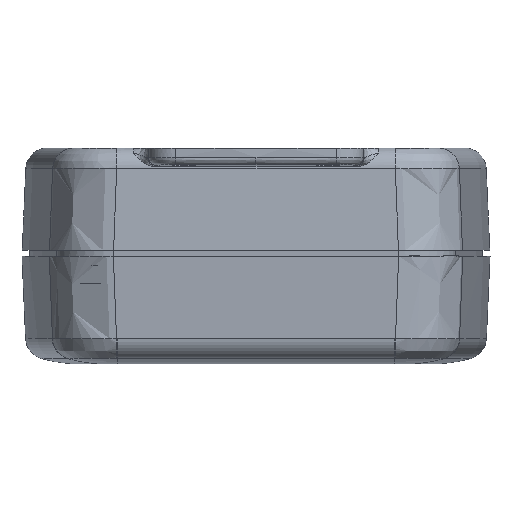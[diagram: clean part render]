
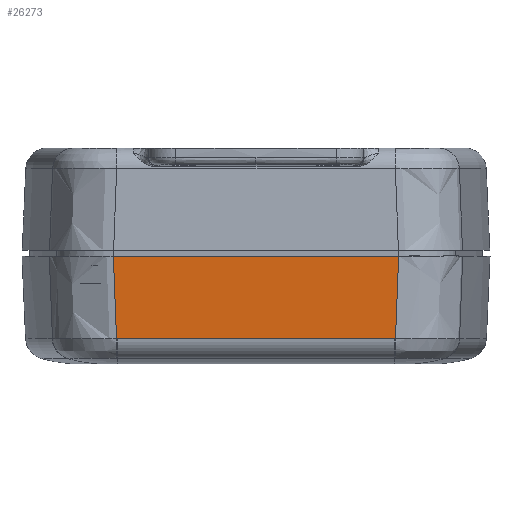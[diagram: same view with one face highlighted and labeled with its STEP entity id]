
A CAD part, left-side view. The second image highlights one B-rep face of the part: STEP entity #26273.
In plain terms, the highlighted face is planar.
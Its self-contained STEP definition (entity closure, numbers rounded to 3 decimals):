
#31 = CARTESIAN_POINT ( 'NONE',  ( 59.623, -19.483, -6.363 ) ) ;
#236 = DIRECTION ( 'NONE',  ( 0., 1., 0. ) ) ;
#1760 = CARTESIAN_POINT ( 'NONE',  ( 59.499, 27.5, -3.519 ) ) ;
#1764 = VERTEX_POINT ( 'NONE', #7110 ) ;
#2607 = EDGE_CURVE ( 'NONE', #1764, #21617, #14205, .T. ) ;
#2731 = CARTESIAN_POINT ( 'NONE',  ( 59.79, 19.627, -10.19 ) ) ;
#2862 = CARTESIAN_POINT ( 'NONE',  ( 59.499, 19.375, -3.52 ) ) ;
#3067 = B_SPLINE_CURVE_WITH_KNOTS ( 'NONE', 3,
 ( #30822, #6552, #36940, #10554 ),
 .UNSPECIFIED., .F., .F.,
 ( 4, 4 ),
 ( 0., 0. ),
 .UNSPECIFIED. ) ;
#4879 = ORIENTED_EDGE ( 'NONE', *, *, #21619, .T. ) ;
#5011 = CARTESIAN_POINT ( 'NONE',  ( 59.499, -19.242, -3.519 ) ) ;
#5661 = CARTESIAN_POINT ( 'NONE',  ( 59.561, -19.429, -4.941 ) ) ;
#5850 = LINE ( 'NONE', #1760, #26719 ) ;
#6552 = CARTESIAN_POINT ( 'NONE',  ( 59.499, 19.331, -3.519 ) ) ;
#6593 = CARTESIAN_POINT ( 'NONE',  ( 60., 19.809, -15. ) ) ;
#6795 = EDGE_CURVE ( 'NONE', #15163, #19210, #26356, .T. ) ;
#7110 = CARTESIAN_POINT ( 'NONE',  ( 59.499, -19.242, -3.519 ) ) ;
#7669 = DIRECTION ( 'NONE',  ( 0., -1., 0. ) ) ;
#8597 = AXIS2_PLACEMENT_3D ( 'NONE', #29080, #23371, #23246 ) ;
#9048 = ORIENTED_EDGE ( 'NONE', *, *, #20442, .T. ) ;
#9596 = CARTESIAN_POINT ( 'NONE',  ( 60., 27.5, -15. ) ) ;
#10027 = CARTESIAN_POINT ( 'NONE',  ( 59.499, -19.375, -3.52 ) ) ;
#10554 = CARTESIAN_POINT ( 'NONE',  ( 59.499, 19.242, -3.519 ) ) ;
#12005 = CARTESIAN_POINT ( 'NONE',  ( 59.499, -19.375, -3.52 ) ) ;
#14205 = B_SPLINE_CURVE_WITH_KNOTS ( 'NONE', 3,
 ( #5011, #34646, #35035, #25788 ),
 .UNSPECIFIED., .F., .F.,
 ( 4, 4 ),
 ( 0., 0. ),
 .UNSPECIFIED. ) ;
#14329 = CARTESIAN_POINT ( 'NONE',  ( 59.685, 19.537, -7.784 ) ) ;
#14459 = CARTESIAN_POINT ( 'NONE',  ( 59.623, 19.483, -6.363 ) ) ;
#15163 = VERTEX_POINT ( 'NONE', #6593 ) ;
#15889 = EDGE_CURVE ( 'NONE', #16096, #1764, #5850, .T. ) ;
#16096 = VERTEX_POINT ( 'NONE', #29951 ) ;
#16751 = B_SPLINE_CURVE_WITH_KNOTS ( 'NONE', 3,
 ( #12005, #5661, #31, #32422, #38292, #23817, #38535 ),
 .UNSPECIFIED., .F., .F.,
 ( 4, 3, 4 ),
 ( 0.004, 0.008, 0.015 ),
 .UNSPECIFIED. ) ;
#17101 = EDGE_LOOP ( 'NONE', ( #38539, #31171, #9048, #23509, #23025, #4879 ) ) ;
#19024 = FACE_OUTER_BOUND ( 'NONE', #17101, .T. ) ;
#19210 = VERTEX_POINT ( 'NONE', #37207 ) ;
#20211 = EDGE_CURVE ( 'NONE', #36667, #15163, #29765, .T. ) ;
#20442 = EDGE_CURVE ( 'NONE', #21617, #36667, #16751, .T. ) ;
#21617 = VERTEX_POINT ( 'NONE', #10027 ) ;
#21619 = EDGE_CURVE ( 'NONE', #19210, #16096, #3067, .T. ) ;
#22977 = PLANE ( 'NONE',  #8597 ) ;
#23025 = ORIENTED_EDGE ( 'NONE', *, *, #6795, .T. ) ;
#23246 = DIRECTION ( 'NONE',  ( 0.044, 0., -0.999 ) ) ;
#23371 = DIRECTION ( 'NONE',  ( 0.999, 0., 0.044 ) ) ;
#23509 = ORIENTED_EDGE ( 'NONE', *, *, #20211, .T. ) ;
#23817 = CARTESIAN_POINT ( 'NONE',  ( 59.895, -19.718, -12.595 ) ) ;
#25788 = CARTESIAN_POINT ( 'NONE',  ( 59.499, -19.375, -3.52 ) ) ;
#26273 = ADVANCED_FACE ( 'NONE', ( #19024 ), #22977, .T. ) ;
#26356 = B_SPLINE_CURVE_WITH_KNOTS ( 'NONE', 3,
 ( #35382, #35253, #2731, #14329, #14459, #38251, #2862 ),
 .UNSPECIFIED., .F., .F.,
 ( 4, 3, 4 ),
 ( 0., 0.007, 0.011 ),
 .UNSPECIFIED. ) ;
#26719 = VECTOR ( 'NONE', #7669, 1000. ) ;
#29080 = CARTESIAN_POINT ( 'NONE',  ( 60., 27.5, -15. ) ) ;
#29765 = LINE ( 'NONE', #9596, #30216 ) ;
#29951 = CARTESIAN_POINT ( 'NONE',  ( 59.499, 19.242, -3.519 ) ) ;
#30216 = VECTOR ( 'NONE', #236, 1000. ) ;
#30822 = CARTESIAN_POINT ( 'NONE',  ( 59.499, 19.375, -3.52 ) ) ;
#31171 = ORIENTED_EDGE ( 'NONE', *, *, #2607, .T. ) ;
#32422 = CARTESIAN_POINT ( 'NONE',  ( 59.685, -19.537, -7.784 ) ) ;
#34646 = CARTESIAN_POINT ( 'NONE',  ( 59.499, -19.287, -3.519 ) ) ;
#34672 = CARTESIAN_POINT ( 'NONE',  ( 60., -19.809, -15. ) ) ;
#35035 = CARTESIAN_POINT ( 'NONE',  ( 59.499, -19.331, -3.519 ) ) ;
#35253 = CARTESIAN_POINT ( 'NONE',  ( 59.895, 19.718, -12.595 ) ) ;
#35382 = CARTESIAN_POINT ( 'NONE',  ( 60., 19.809, -15. ) ) ;
#36667 = VERTEX_POINT ( 'NONE', #34672 ) ;
#36940 = CARTESIAN_POINT ( 'NONE',  ( 59.499, 19.287, -3.519 ) ) ;
#37207 = CARTESIAN_POINT ( 'NONE',  ( 59.499, 19.375, -3.52 ) ) ;
#38251 = CARTESIAN_POINT ( 'NONE',  ( 59.561, 19.429, -4.941 ) ) ;
#38292 = CARTESIAN_POINT ( 'NONE',  ( 59.79, -19.627, -10.19 ) ) ;
#38535 = CARTESIAN_POINT ( 'NONE',  ( 60., -19.809, -15. ) ) ;
#38539 = ORIENTED_EDGE ( 'NONE', *, *, #15889, .T. ) ;
